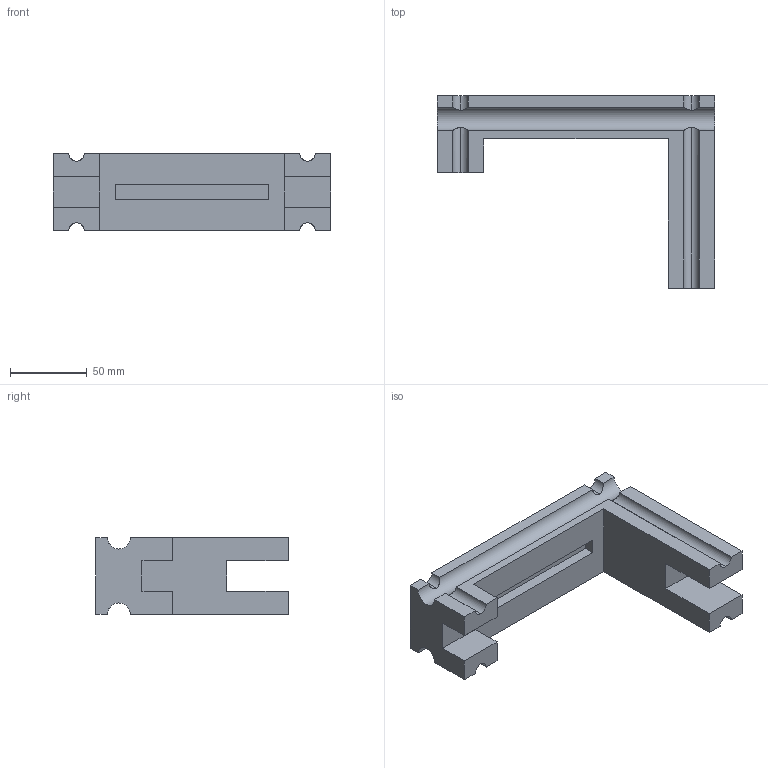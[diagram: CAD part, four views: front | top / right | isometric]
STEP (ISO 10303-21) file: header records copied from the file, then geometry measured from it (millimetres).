
FILE_DESCRIPTION (( 'STEP AP214' ), '1' );
FILE_NAME ('JointFixTool1.STEP', '2025-03-11T04:55:00', ( '' ), ( '' ), 'SwSTEP 2.0', 'SolidWorks 2020', '' );
FILE_SCHEMA (( 'AUTOMOTIVE_DESIGN' ));
Length unit declared in the file: millimetre
Products named in the file (1): JointFixTool1
Bounding box: 180 x 125 x 50 mm (x, y, z)
Volume: 344163.7 mm3; surface area: 56510.2 mm2
Topology: 1 solids, 1 shells, 48 faces, 135 edges, 90 vertices
Faces by surface type: plane 33, cylinder 15
Entity records: 1847 total; most frequent: CARTESIAN_POINT 574, ORIENTED_EDGE 270, DIRECTION 239, EDGE_CURVE 135, LINE 105, VECTOR 105, VERTEX_POINT 90, AXIS2_PLACEMENT_3D 67
